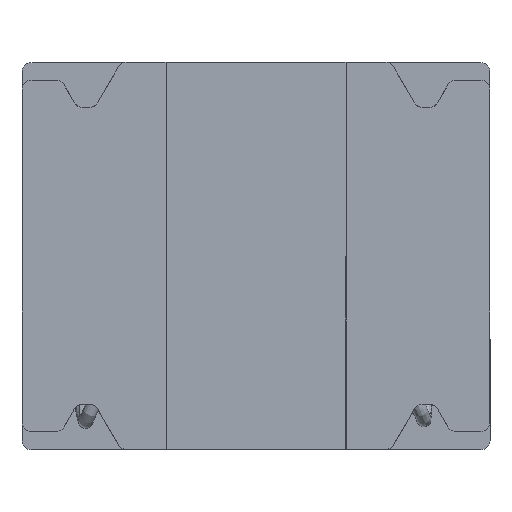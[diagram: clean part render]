
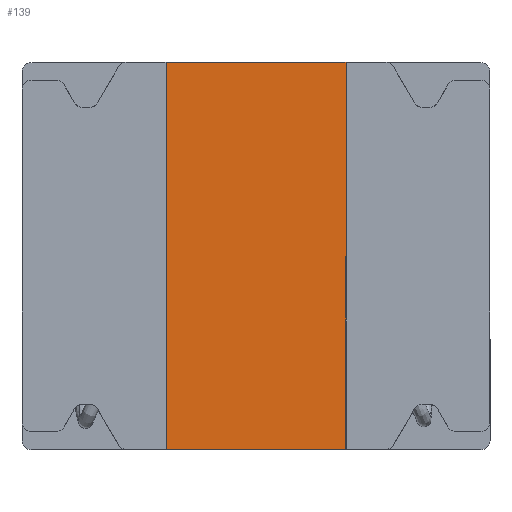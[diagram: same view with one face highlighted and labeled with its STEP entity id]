
A CAD part, top view. The second image highlights one B-rep face of the part: STEP entity #139.
In plain terms, the highlighted planar face has unit normal (0, 0, 1).
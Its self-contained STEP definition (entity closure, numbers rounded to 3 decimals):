
#139 = ADVANCED_FACE ( 'NONE', ( #7006 ), #158, .T. ) ;
#158 = PLANE ( 'NONE',  #2847 ) ;
#196 = CARTESIAN_POINT ( 'NONE',  ( -0.5, -1.075, 1.1 ) ) ;
#275 = LINE ( 'NONE', #7561, #3063 ) ;
#368 = VERTEX_POINT ( 'NONE', #196 ) ;
#504 = EDGE_CURVE ( 'NONE', #3383, #8776, #6306, .T. ) ;
#513 = LINE ( 'NONE', #7858, #8474 ) ;
#1110 = EDGE_CURVE ( 'NONE', #8776, #368, #275, .T. ) ;
#1698 = VECTOR ( 'NONE', #3644, 1000. ) ;
#1973 = CARTESIAN_POINT ( 'NONE',  ( -0.5, 1.075, 1.1 ) ) ;
#2033 = EDGE_CURVE ( 'NONE', #2184, #3383, #513, .T. ) ;
#2184 = VERTEX_POINT ( 'NONE', #6482 ) ;
#2209 = VECTOR ( 'NONE', #7436, 1000. ) ;
#2847 = AXIS2_PLACEMENT_3D ( 'NONE', #3999, #5277, #8432 ) ;
#2912 = DIRECTION ( 'NONE',  ( 0., -1., 0. ) ) ;
#3063 = VECTOR ( 'NONE', #2912, 1000. ) ;
#3248 = DIRECTION ( 'NONE',  ( 0., 1., 0. ) ) ;
#3383 = VERTEX_POINT ( 'NONE', #7031 ) ;
#3626 = EDGE_CURVE ( 'NONE', #368, #2184, #5305, .T. ) ;
#3644 = DIRECTION ( 'NONE',  ( 1., 0., 0. ) ) ;
#3999 = CARTESIAN_POINT ( 'NONE',  ( 0., 0., 1.1 ) ) ;
#4146 = ORIENTED_EDGE ( 'NONE', *, *, #3626, .T. ) ;
#5277 = DIRECTION ( 'NONE',  ( 0., 0., 1. ) ) ;
#5305 = LINE ( 'NONE', #6717, #1698 ) ;
#6306 = LINE ( 'NONE', #6663, #2209 ) ;
#6482 = CARTESIAN_POINT ( 'NONE',  ( 0.5, -1.075, 1.1 ) ) ;
#6663 = CARTESIAN_POINT ( 'NONE',  ( 0.5, 1.075, 1.1 ) ) ;
#6717 = CARTESIAN_POINT ( 'NONE',  ( -0.5, -1.075, 1.1 ) ) ;
#7006 = FACE_OUTER_BOUND ( 'NONE', #7466, .T. ) ;
#7031 = CARTESIAN_POINT ( 'NONE',  ( 0.5, 1.075, 1.1 ) ) ;
#7436 = DIRECTION ( 'NONE',  ( -1., 0., 0. ) ) ;
#7466 = EDGE_LOOP ( 'NONE', ( #4146, #8654, #7746, #8658 ) ) ;
#7561 = CARTESIAN_POINT ( 'NONE',  ( -0.5, 1.075, 1.1 ) ) ;
#7746 = ORIENTED_EDGE ( 'NONE', *, *, #504, .T. ) ;
#7858 = CARTESIAN_POINT ( 'NONE',  ( 0.5, -1.075, 1.1 ) ) ;
#8432 = DIRECTION ( 'NONE',  ( 1., 0., 0. ) ) ;
#8474 = VECTOR ( 'NONE', #3248, 1000. ) ;
#8654 = ORIENTED_EDGE ( 'NONE', *, *, #2033, .T. ) ;
#8658 = ORIENTED_EDGE ( 'NONE', *, *, #1110, .T. ) ;
#8776 = VERTEX_POINT ( 'NONE', #1973 ) ;
